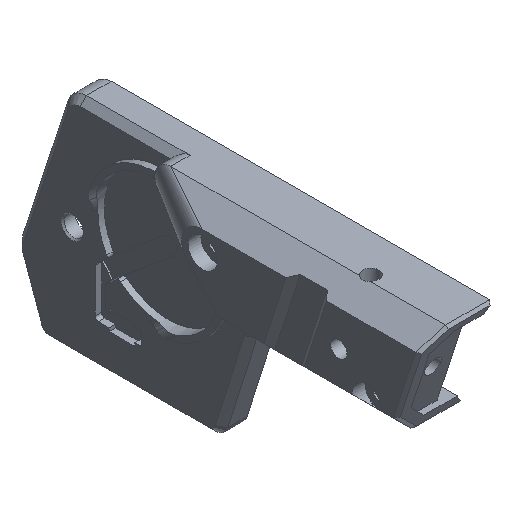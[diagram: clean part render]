
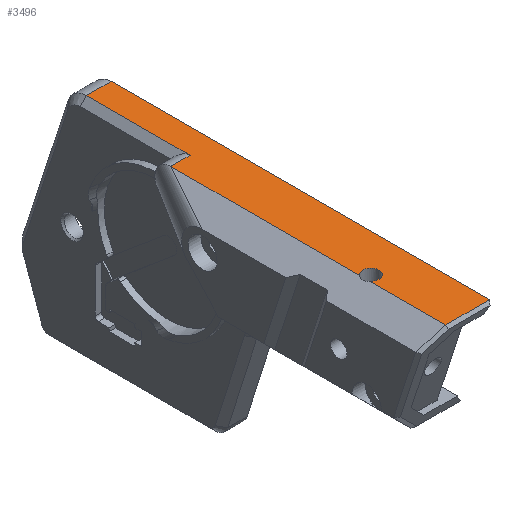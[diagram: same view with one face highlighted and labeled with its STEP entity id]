
A CAD part, isometric view. The second image highlights one B-rep face of the part: STEP entity #3496.
In plain terms, the highlighted planar face has unit normal (0, 0, 1).
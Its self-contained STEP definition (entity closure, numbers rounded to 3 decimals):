
#130=CIRCLE('',#3746,1.25);
#721=ORIENTED_EDGE('',*,*,#1536,.T.);
#722=ORIENTED_EDGE('',*,*,#1578,.T.);
#723=ORIENTED_EDGE('',*,*,#1538,.T.);
#724=ORIENTED_EDGE('',*,*,#1504,.T.);
#725=ORIENTED_EDGE('',*,*,#1499,.T.);
#726=ORIENTED_EDGE('',*,*,#1497,.T.);
#727=ORIENTED_EDGE('',*,*,#1577,.T.);
#728=ORIENTED_EDGE('',*,*,#1579,.F.);
#729=ORIENTED_EDGE('',*,*,#1580,.T.);
#1497=EDGE_CURVE('',#1949,#1948,#2288,.T.);
#1499=EDGE_CURVE('',#1950,#1949,#2289,.F.);
#1504=EDGE_CURVE('',#1952,#1950,#2294,.T.);
#1536=EDGE_CURVE('',#1977,#1976,#130,.T.);
#1538=EDGE_CURVE('',#1979,#1952,#2319,.T.);
#1577=EDGE_CURVE('',#1948,#2002,#2352,.T.);
#1578=EDGE_CURVE('',#1976,#1979,#2353,.T.);
#1579=EDGE_CURVE('',#2003,#2002,#2354,.T.);
#1580=EDGE_CURVE('',#2003,#1977,#2355,.T.);
#1948=VERTEX_POINT('',#5371);
#1949=VERTEX_POINT('',#5373);
#1950=VERTEX_POINT('',#5377);
#1952=VERTEX_POINT('',#5383);
#1976=VERTEX_POINT('',#5452);
#1977=VERTEX_POINT('',#5453);
#1979=VERTEX_POINT('',#5459);
#2002=VERTEX_POINT('',#5535);
#2003=VERTEX_POINT('',#5540);
#2288=LINE('',#5372,#2659);
#2289=LINE('',#5376,#2660);
#2294=LINE('',#5386,#2665);
#2319=LINE('',#5458,#2690);
#2352=LINE('',#5536,#2723);
#2353=LINE('',#5538,#2724);
#2354=LINE('',#5539,#2725);
#2355=LINE('',#5541,#2726);
#2659=VECTOR('',#4329,1000.);
#2660=VECTOR('',#4334,1000.);
#2665=VECTOR('',#4341,1000.);
#2690=VECTOR('',#4402,1000.);
#2723=VECTOR('',#4477,1000.);
#2724=VECTOR('',#4480,1000.);
#2725=VECTOR('',#4481,1000.);
#2726=VECTOR('',#4482,1000.);
#2982=EDGE_LOOP('',(#721,#722,#723,#724,#725,#726,#727,#728,#729));
#3187=FACE_BOUND('',#2982,.T.);
#3342=PLANE('',#3769);
#3496=ADVANCED_FACE('',(#3187),#3342,.F.);
#3746=AXIS2_PLACEMENT_3D('',#5454,#4397,#4398);
#3769=AXIS2_PLACEMENT_3D('',#5537,#4478,#4479);
#4329=DIRECTION('',(-1.,0.,0.));
#4334=DIRECTION('',(0.,-1.,0.));
#4341=DIRECTION('',(1.,0.,0.));
#4397=DIRECTION('',(0.,0.,-1.));
#4398=DIRECTION('',(0.,1.,0.));
#4402=DIRECTION('',(0.905,-0.426,0.));
#4477=DIRECTION('',(0.,-1.,0.));
#4478=DIRECTION('',(0.,0.,-1.));
#4479=DIRECTION('',(0.,1.,0.));
#4480=DIRECTION('',(0.,-1.,0.));
#4481=DIRECTION('',(1.,0.,0.));
#4482=DIRECTION('',(0.,-1.,0.));
#5371=CARTESIAN_POINT('',(-15.704,160.099,115.5));
#5372=CARTESIAN_POINT('',(-16.704,160.099,115.5));
#5373=CARTESIAN_POINT('',(-11.863,160.099,115.5));
#5376=CARTESIAN_POINT('',(-11.856,82.8,115.5));
#5377=CARTESIAN_POINT('',(-11.857,101.247,115.5));
#5383=CARTESIAN_POINT('',(-18.693,101.247,115.5));
#5386=CARTESIAN_POINT('',(-11.857,101.247,115.5));
#5452=CARTESIAN_POINT('',(-18.704,113.097,115.5));
#5453=CARTESIAN_POINT('',(-18.704,114.597,115.5));
#5454=CARTESIAN_POINT('',(-17.704,113.847,115.5));
#5458=CARTESIAN_POINT('',(-11.732,97.973,115.5));
#5459=CARTESIAN_POINT('',(-18.704,101.252,115.5));
#5535=CARTESIAN_POINT('',(-15.704,143.994,115.5));
#5536=CARTESIAN_POINT('',(-15.704,143.994,115.5));
#5537=CARTESIAN_POINT('',(-16.704,82.8,115.5));
#5538=CARTESIAN_POINT('',(-18.704,143.994,115.5));
#5539=CARTESIAN_POINT('',(-19.704,143.994,115.5));
#5540=CARTESIAN_POINT('',(-18.704,143.994,115.5));
#5541=CARTESIAN_POINT('',(-18.704,143.994,115.5));
